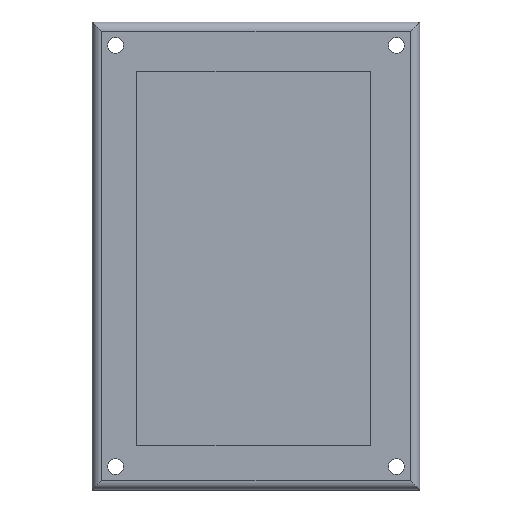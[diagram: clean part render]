
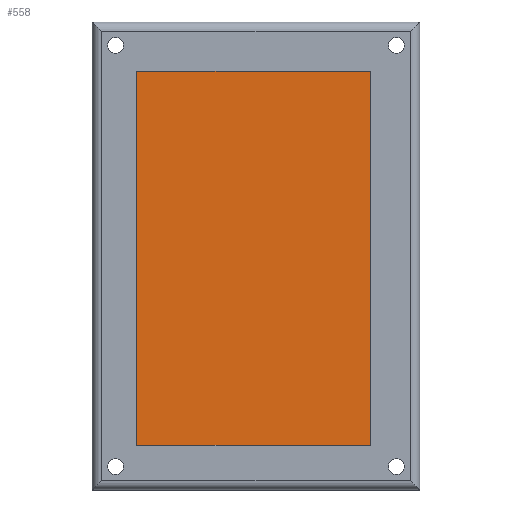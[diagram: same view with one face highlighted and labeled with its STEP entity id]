
A CAD part, top view. The second image highlights one B-rep face of the part: STEP entity #558.
In plain terms, the highlighted planar face has unit normal (0, 0, 1).
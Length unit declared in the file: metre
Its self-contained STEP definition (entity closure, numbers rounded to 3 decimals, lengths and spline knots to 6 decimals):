
#183=ORIENTED_EDGE('',*,*,#199,.F.);
#184=ORIENTED_EDGE('',*,*,#195,.T.);
#185=ORIENTED_EDGE('',*,*,#201,.T.);
#186=ORIENTED_EDGE('',*,*,#192,.F.);
#192=EDGE_CURVE('',#264,#266,#314,.T.);
#195=EDGE_CURVE('',#268,#269,#317,.T.);
#199=EDGE_CURVE('',#268,#264,#321,.T.);
#201=EDGE_CURVE('',#269,#266,#323,.T.);
#264=VERTEX_POINT('',#786);
#266=VERTEX_POINT('',#789);
#268=VERTEX_POINT('',#795);
#269=VERTEX_POINT('',#796);
#314=LINE('',#788,#370);
#317=LINE('',#794,#373);
#321=LINE('',#803,#377);
#323=LINE('',#806,#379);
#370=VECTOR('',#631,1.);
#373=VECTOR('',#636,1.);
#377=VECTOR('',#642,1.);
#379=VECTOR('',#646,1.);
#464=EDGE_LOOP('',(#183,#184,#185,#186));
#508=FACE_BOUND('',#464,.T.);
#527=PLANE('',#619);
#558=ADVANCED_FACE('',(#508),#527,.T.);
#619=AXIS2_PLACEMENT_3D('',#927,#772,#773);
#631=DIRECTION('',(0.,-1.,0.));
#636=DIRECTION('',(0.,-1.,0.));
#642=DIRECTION('',(1.,0.,0.));
#646=DIRECTION('',(1.,0.,0.));
#772=DIRECTION('',(0.,0.,1.));
#773=DIRECTION('',(1.,0.,0.));
#786=CARTESIAN_POINT('',(-0.003455,0.047917,0.003));
#788=CARTESIAN_POINT('',(-0.003455,0.007917,0.003));
#789=CARTESIAN_POINT('',(-0.003455,-0.032083,0.003));
#794=CARTESIAN_POINT('',(-0.053455,0.007917,0.003));
#795=CARTESIAN_POINT('',(-0.053455,0.047917,0.003));
#796=CARTESIAN_POINT('',(-0.053455,-0.032083,0.003));
#803=CARTESIAN_POINT('',(-0.028455,0.047917,0.003));
#806=CARTESIAN_POINT('',(-0.028455,-0.032083,0.003));
#927=CARTESIAN_POINT('',(-0.027955,0.008417,0.003));
